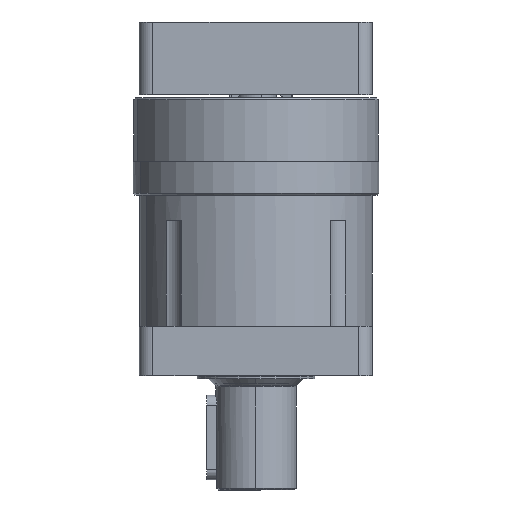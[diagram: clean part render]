
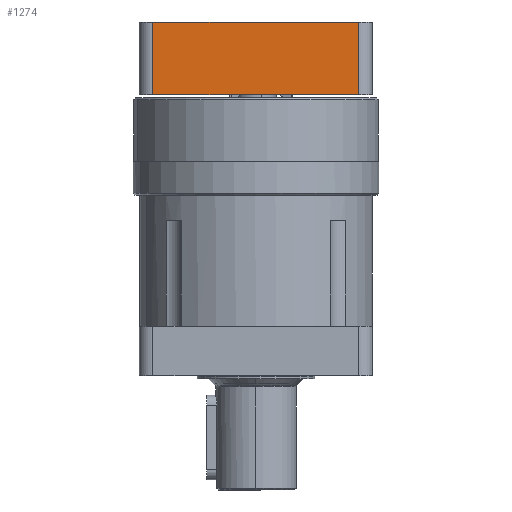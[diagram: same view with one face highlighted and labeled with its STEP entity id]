
A CAD part, front view. The second image highlights one B-rep face of the part: STEP entity #1274.
In plain terms, the highlighted planar face has unit normal (-0.002, -1, 0).
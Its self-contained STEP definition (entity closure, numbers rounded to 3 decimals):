
#662 = AXIS2_PLACEMENT_3D ( 'NONE', #10291, #3834, #2607 ) ;
#1274 = ADVANCED_FACE ( 'NONE', ( #13830 ), #15454, .T. ) ;
#2582 = ORIENTED_EDGE ( 'NONE', *, *, #11931, .T. ) ;
#2607 = DIRECTION ( 'NONE',  ( 0., 0., -1. ) ) ;
#2900 = LINE ( 'NONE', #12781, #7497 ) ;
#3331 = CARTESIAN_POINT ( 'NONE',  ( 13.723, -2.123, 215.794 ) ) ;
#3834 = DIRECTION ( 'NONE',  ( -0.002, -1., 0. ) ) ;
#4301 = DIRECTION ( 'NONE',  ( 0., 0., 1. ) ) ;
#4348 = EDGE_CURVE ( 'NONE', #15207, #8084, #9943, .T. ) ;
#5109 = CARTESIAN_POINT ( 'NONE',  ( 110.878, -2.297, 220.294 ) ) ;
#5297 = ORIENTED_EDGE ( 'NONE', *, *, #4348, .T. ) ;
#5453 = CARTESIAN_POINT ( 'NONE',  ( 110.878, -2.297, 254.712 ) ) ;
#5748 = CARTESIAN_POINT ( 'NONE',  ( 7.297, -2.112, 254.712 ) ) ;
#6515 = CARTESIAN_POINT ( 'NONE',  ( 110.878, -2.297, 254.712 ) ) ;
#6998 = CARTESIAN_POINT ( 'NONE',  ( 13.723, -2.123, 220.294 ) ) ;
#7452 = DIRECTION ( 'NONE',  ( 1., -0.002, 0. ) ) ;
#7497 = VECTOR ( 'NONE', #7452, 1000. ) ;
#8084 = VERTEX_POINT ( 'NONE', #5453 ) ;
#9791 = CARTESIAN_POINT ( 'NONE',  ( 13.723, -2.123, 254.712 ) ) ;
#9943 = LINE ( 'NONE', #6515, #10158 ) ;
#9976 = ORIENTED_EDGE ( 'NONE', *, *, #16861, .F. ) ;
#10158 = VECTOR ( 'NONE', #4301, 1000. ) ;
#10291 = CARTESIAN_POINT ( 'NONE',  ( 7.297, -2.112, 215.794 ) ) ;
#11072 = VERTEX_POINT ( 'NONE', #6998 ) ;
#11262 = VECTOR ( 'NONE', #16473, 1000. ) ;
#11931 = EDGE_CURVE ( 'NONE', #13334, #11072, #13143, .T. ) ;
#12168 = VECTOR ( 'NONE', #14927, 1000. ) ;
#12781 = CARTESIAN_POINT ( 'NONE',  ( 7.297, -2.112, 220.294 ) ) ;
#12956 = EDGE_CURVE ( 'NONE', #11072, #15207, #2900, .T. ) ;
#13143 = LINE ( 'NONE', #3331, #11262 ) ;
#13334 = VERTEX_POINT ( 'NONE', #9791 ) ;
#13830 = FACE_OUTER_BOUND ( 'NONE', #17160, .T. ) ;
#14530 = ORIENTED_EDGE ( 'NONE', *, *, #12956, .T. ) ;
#14927 = DIRECTION ( 'NONE',  ( 1., -0.002, 0. ) ) ;
#15207 = VERTEX_POINT ( 'NONE', #5109 ) ;
#15282 = LINE ( 'NONE', #5748, #12168 ) ;
#15454 = PLANE ( 'NONE',  #662 ) ;
#16473 = DIRECTION ( 'NONE',  ( 0., 0., -1. ) ) ;
#16861 = EDGE_CURVE ( 'NONE', #13334, #8084, #15282, .T. ) ;
#17160 = EDGE_LOOP ( 'NONE', ( #2582, #14530, #5297, #9976 ) ) ;
